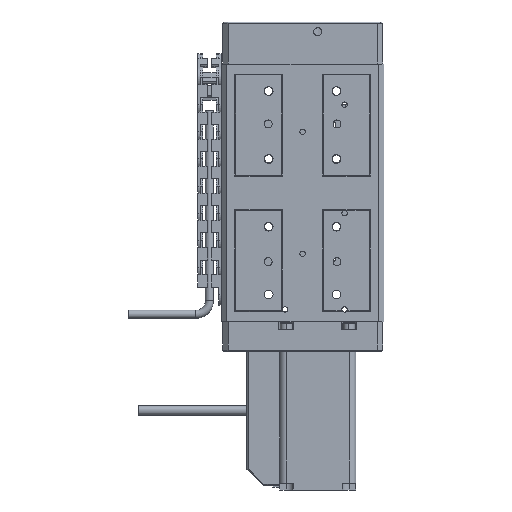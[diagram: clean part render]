
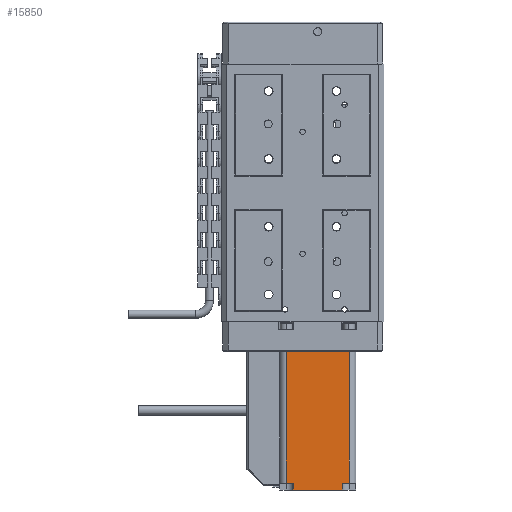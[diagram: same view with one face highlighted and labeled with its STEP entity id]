
A CAD part, front view. The second image highlights one B-rep face of the part: STEP entity #15850.
In plain terms, the highlighted face is planar.
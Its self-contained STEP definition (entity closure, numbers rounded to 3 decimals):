
#323 = CARTESIAN_POINT ( 'NONE',  ( 9.017, 14.097, 0. ) ) ;
#2643 = VERTEX_POINT ( 'NONE', #48172 ) ;
#3220 = CARTESIAN_POINT ( 'NONE',  ( 11.557, 14.097, 51.1 ) ) ;
#3739 = VECTOR ( 'NONE', #36174, 1000. ) ;
#4377 = VECTOR ( 'NONE', #13770, 1000. ) ;
#5050 = DIRECTION ( 'NONE',  ( 0., 0., -1. ) ) ;
#5270 = CARTESIAN_POINT ( 'NONE',  ( -9.017, 14.097, 2.54 ) ) ;
#5602 = CARTESIAN_POINT ( 'NONE',  ( 11.557, 14.097, 2.54 ) ) ;
#5614 = CARTESIAN_POINT ( 'NONE',  ( -14.097, 14.097, 0. ) ) ;
#8771 = CARTESIAN_POINT ( 'NONE',  ( -14.097, 14.097, 51.1 ) ) ;
#10228 = CARTESIAN_POINT ( 'NONE',  ( 9.017, 14.097, 2.54 ) ) ;
#11735 = LINE ( 'NONE', #42186, #35064 ) ;
#13315 = LINE ( 'NONE', #42764, #25325 ) ;
#13472 = CARTESIAN_POINT ( 'NONE',  ( -9.017, 14.097, 2.54 ) ) ;
#13742 = VERTEX_POINT ( 'NONE', #3220 ) ;
#13770 = DIRECTION ( 'NONE',  ( -1., 0., 0. ) ) ;
#15161 = LINE ( 'NONE', #45606, #15662 ) ;
#15242 = ORIENTED_EDGE ( 'NONE', *, *, #35687, .F. ) ;
#15662 = VECTOR ( 'NONE', #26640, 1000. ) ;
#15850 = ADVANCED_FACE ( 'NONE', ( #27729 ), #43199, .F. ) ;
#16630 = EDGE_CURVE ( 'NONE', #31294, #2643, #40259, .T. ) ;
#16661 = ORIENTED_EDGE ( 'NONE', *, *, #16630, .T. ) ;
#17173 = LINE ( 'NONE', #13472, #18957 ) ;
#17216 = LINE ( 'NONE', #32453, #4377 ) ;
#17691 = ORIENTED_EDGE ( 'NONE', *, *, #39475, .T. ) ;
#17937 = LINE ( 'NONE', #10228, #3739 ) ;
#18957 = VECTOR ( 'NONE', #43921, 1000. ) ;
#20367 = VECTOR ( 'NONE', #36509, 1000. ) ;
#20738 = CARTESIAN_POINT ( 'NONE',  ( 11.557, 14.097, 51.1 ) ) ;
#21378 = VERTEX_POINT ( 'NONE', #5602 ) ;
#22857 = ORIENTED_EDGE ( 'NONE', *, *, #42394, .F. ) ;
#23467 = EDGE_CURVE ( 'NONE', #35824, #2643, #13315, .T. ) ;
#23478 = CARTESIAN_POINT ( 'NONE',  ( -11.557, 14.097, 2.54 ) ) ;
#24242 = DIRECTION ( 'NONE',  ( 0., -1., 0. ) ) ;
#24740 = ORIENTED_EDGE ( 'NONE', *, *, #46577, .T. ) ;
#25325 = VECTOR ( 'NONE', #27549, 1000. ) ;
#25999 = DIRECTION ( 'NONE',  ( 1., 0., 0. ) ) ;
#26640 = DIRECTION ( 'NONE',  ( 0., 0., 1. ) ) ;
#27490 = DIRECTION ( 'NONE',  ( 0., 0., -1. ) ) ;
#27549 = DIRECTION ( 'NONE',  ( 0., 0., -1. ) ) ;
#27729 = FACE_OUTER_BOUND ( 'NONE', #45048, .T. ) ;
#31294 = VERTEX_POINT ( 'NONE', #323 ) ;
#31472 = EDGE_CURVE ( 'NONE', #37805, #31294, #17937, .T. ) ;
#32267 = AXIS2_PLACEMENT_3D ( 'NONE', #8771, #24242, #5050 ) ;
#32453 = CARTESIAN_POINT ( 'NONE',  ( -14.097, 14.097, 51.1 ) ) ;
#32988 = CARTESIAN_POINT ( 'NONE',  ( 9.017, 14.097, 2.54 ) ) ;
#33904 = VECTOR ( 'NONE', #27490, 1000. ) ;
#35064 = VECTOR ( 'NONE', #25999, 1000. ) ;
#35687 = EDGE_CURVE ( 'NONE', #37805, #21378, #11735, .T. ) ;
#35824 = VERTEX_POINT ( 'NONE', #5270 ) ;
#36174 = DIRECTION ( 'NONE',  ( 0., 0., -1. ) ) ;
#36482 = ORIENTED_EDGE ( 'NONE', *, *, #31472, .T. ) ;
#36509 = DIRECTION ( 'NONE',  ( -1., 0., 0. ) ) ;
#37805 = VERTEX_POINT ( 'NONE', #32988 ) ;
#39454 = LINE ( 'NONE', #20738, #33904 ) ;
#39475 = EDGE_CURVE ( 'NONE', #13742, #21378, #39454, .T. ) ;
#39721 = EDGE_CURVE ( 'NONE', #13742, #46733, #17216, .T. ) ;
#40259 = LINE ( 'NONE', #5614, #20367 ) ;
#40560 = ORIENTED_EDGE ( 'NONE', *, *, #39721, .F. ) ;
#42186 = CARTESIAN_POINT ( 'NONE',  ( 9.017, 14.097, 2.54 ) ) ;
#42394 = EDGE_CURVE ( 'NONE', #44275, #35824, #17173, .T. ) ;
#42764 = CARTESIAN_POINT ( 'NONE',  ( -9.017, 14.097, 2.54 ) ) ;
#43199 = PLANE ( 'NONE',  #32267 ) ;
#43921 = DIRECTION ( 'NONE',  ( 1., 0., 0. ) ) ;
#44275 = VERTEX_POINT ( 'NONE', #23478 ) ;
#44492 = ORIENTED_EDGE ( 'NONE', *, *, #23467, .F. ) ;
#45048 = EDGE_LOOP ( 'NONE', ( #22857, #24740, #40560, #17691, #15242, #36482, #16661, #44492 ) ) ;
#45606 = CARTESIAN_POINT ( 'NONE',  ( -11.557, 14.097, 51.1 ) ) ;
#46577 = EDGE_CURVE ( 'NONE', #44275, #46733, #15161, .T. ) ;
#46733 = VERTEX_POINT ( 'NONE', #47094 ) ;
#47094 = CARTESIAN_POINT ( 'NONE',  ( -11.557, 14.097, 51.1 ) ) ;
#48172 = CARTESIAN_POINT ( 'NONE',  ( -9.017, 14.097, 0. ) ) ;
